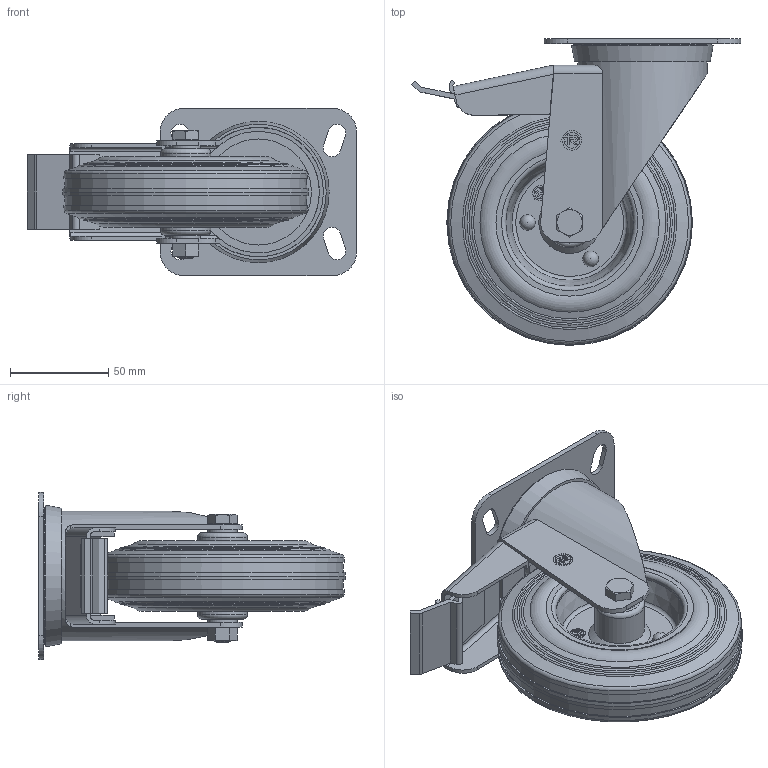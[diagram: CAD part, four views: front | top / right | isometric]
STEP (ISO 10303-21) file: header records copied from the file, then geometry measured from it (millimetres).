
FILE_DESCRIPTION( ( 'STEP AP214' ), ' ' );
FILE_NAME( '235223.stp', '2017-04-27T06:27:29', ( '' ), ( '' ), ' ', 'PARTsolutions', ' ' );
FILE_SCHEMA( ( 'AUTOMOTIVE_DESIGN { 1 0 10303 214 1 1 1 1 }' ) );
Length unit declared in the file: millimetre
Products named in the file (7): 235223; _233103; _Shaft 125-M8-40-15450; _SRP/NL (125-100x85-37.5156)-b; _Bolt M8-60(GREY); _Nut M8(GREY); _12545100x851561-bf
Assembly tree (6 placements, depth 2):
  235223
    _233103
    _Shaft 125-M8-40-15450
    _SRP/NL (125-100x85-37.5156)-b
    _Bolt M8-60(GREY)
    _Nut M8(GREY)
    _12545100x851561-bf
Bounding box: 167.55 x 156 x 85 mm (x, y, z)
Volume: 397662.6 mm3; surface area: 110804.7 mm2
Topology: 6 solids, 6 shells, 366 faces, 897 edges, 574 vertices
Faces by surface type: plane 209, cylinder 76, cone 47, torus 28, sphere 6
Full cylindrical faces by diameter (mm): 6.647 x1, 8 x4, 11.47 x1, 12 x1, 15 x1, 16 x1, 18 x2, 21.9 x2, 25.4 x2, 54 x1, 62 x1, 65 x2, 66 x1, 75 x2
Entity records: 13406 total; most frequent: CARTESIAN_POINT 1941, DIRECTION 1764, ORIENTED_EDGE 1596, EDGE_CURVE 798, AXIS2_PLACEMENT_3D 633, VERTEX_POINT 572, EDGE_LOOP 502, LINE 498
